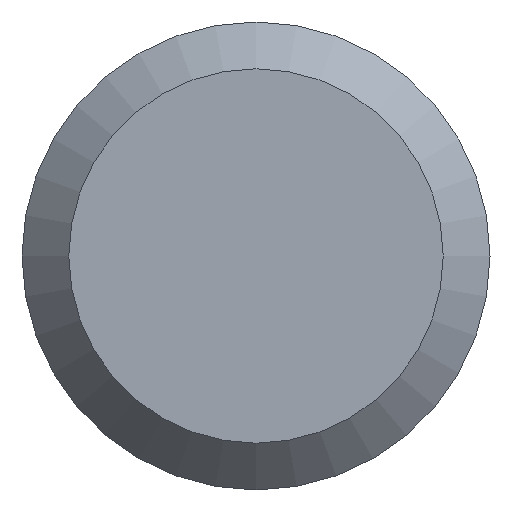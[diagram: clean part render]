
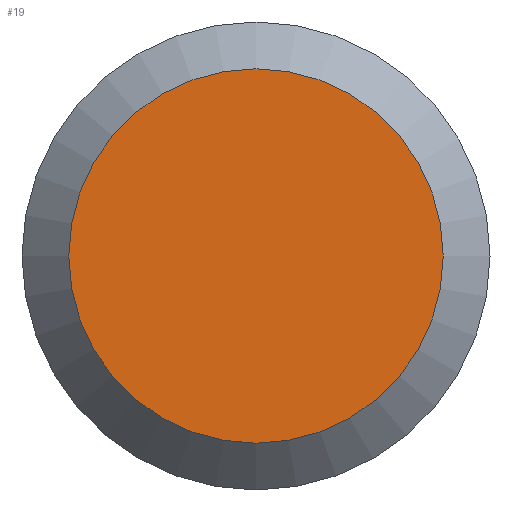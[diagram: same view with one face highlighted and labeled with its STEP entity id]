
A CAD part, left-side view. The second image highlights one B-rep face of the part: STEP entity #19.
In plain terms, the highlighted planar face has unit normal (-1, 0, 0).
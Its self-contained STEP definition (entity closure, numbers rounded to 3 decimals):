
#10 = AXIS2_PLACEMENT_3D ( 'NONE', #119, #30, #202 ) ;
#12 = CARTESIAN_POINT ( 'NONE',  ( 0., 0., -0.4 ) ) ;
#19 = ADVANCED_FACE ( 'NONE', ( #54 ), #167, .F. ) ;
#30 = DIRECTION ( 'NONE',  ( -1., 0., 0. ) ) ;
#54 = FACE_OUTER_BOUND ( 'NONE', #199, .T. ) ;
#79 = DIRECTION ( 'NONE',  ( 0., 0., -1. ) ) ;
#99 = CIRCLE ( 'NONE', #10, 0.4 ) ;
#114 = EDGE_CURVE ( 'NONE', #115, #115, #99, .T. ) ;
#115 = VERTEX_POINT ( 'NONE', #12 ) ;
#116 = CARTESIAN_POINT ( 'NONE',  ( 0., 0.5, 0. ) ) ;
#119 = CARTESIAN_POINT ( 'NONE',  ( 0., 0., 0. ) ) ;
#125 = ORIENTED_EDGE ( 'NONE', *, *, #114, .T. ) ;
#142 = AXIS2_PLACEMENT_3D ( 'NONE', #116, #173, #79 ) ;
#167 = PLANE ( 'NONE',  #142 ) ;
#173 = DIRECTION ( 'NONE',  ( 1., 0., 0. ) ) ;
#199 = EDGE_LOOP ( 'NONE', ( #125 ) ) ;
#202 = DIRECTION ( 'NONE',  ( 0., 0., -1. ) ) ;
